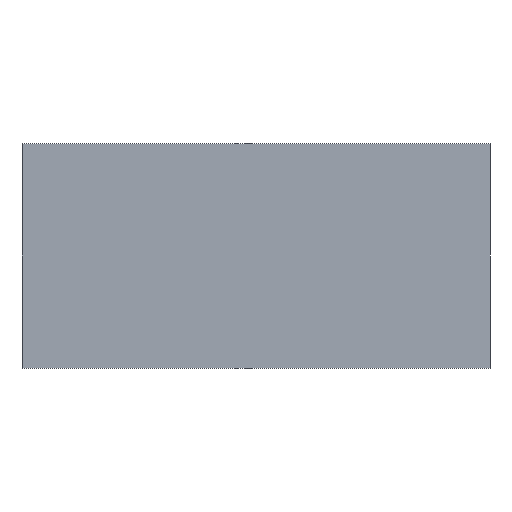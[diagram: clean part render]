
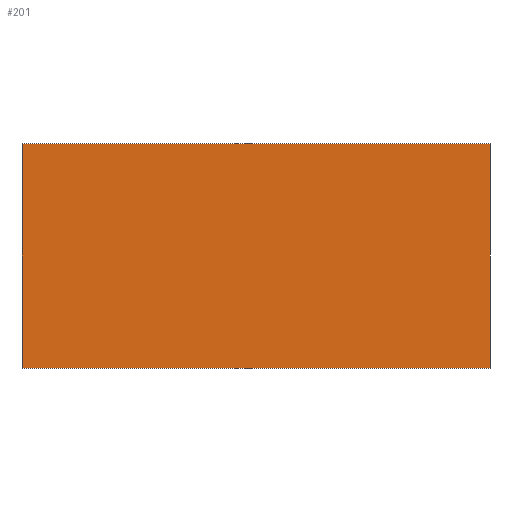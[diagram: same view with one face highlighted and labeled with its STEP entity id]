
A CAD part, front view. The second image highlights one B-rep face of the part: STEP entity #201.
In plain terms, the highlighted planar face has unit normal (0, -1, 0).
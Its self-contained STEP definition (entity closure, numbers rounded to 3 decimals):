
#25=FACE_OUTER_BOUND('',#37,.T.);
#37=EDGE_LOOP('',(#170,#171,#172,#173));
#50=LINE('',#304,#74);
#54=LINE('',#312,#78);
#57=LINE('',#318,#81);
#60=LINE('',#323,#84);
#74=VECTOR('',#253,10.);
#78=VECTOR('',#259,10.);
#81=VECTOR('',#264,10.);
#84=VECTOR('',#269,10.);
#94=VERTEX_POINT('',#302);
#95=VERTEX_POINT('',#303);
#98=VERTEX_POINT('',#311);
#100=VERTEX_POINT('',#317);
#114=EDGE_CURVE('',#94,#95,#50,.T.);
#118=EDGE_CURVE('',#95,#98,#54,.T.);
#121=EDGE_CURVE('',#98,#100,#57,.T.);
#124=EDGE_CURVE('',#100,#94,#60,.T.);
#170=ORIENTED_EDGE('',*,*,#124,.T.);
#171=ORIENTED_EDGE('',*,*,#114,.T.);
#172=ORIENTED_EDGE('',*,*,#118,.T.);
#173=ORIENTED_EDGE('',*,*,#121,.T.);
#184=PLANE('',#226);
#201=ADVANCED_FACE('',(#25),#184,.F.);
#226=AXIS2_PLACEMENT_3D('',#326,#273,#274);
#253=DIRECTION('',(0.,0.,-1.));
#259=DIRECTION('',(1.,0.,0.));
#264=DIRECTION('',(0.,0.,1.));
#269=DIRECTION('',(-1.,0.,0.));
#273=DIRECTION('center_axis',(0.,1.,0.));
#274=DIRECTION('ref_axis',(1.,0.,0.));
#302=CARTESIAN_POINT('',(0.,0.,4.5));
#303=CARTESIAN_POINT('',(0.,0.,0.));
#304=CARTESIAN_POINT('',(0.,0.,4.5));
#311=CARTESIAN_POINT('',(9.4,0.,0.));
#312=CARTESIAN_POINT('',(0.,0.,0.));
#317=CARTESIAN_POINT('',(9.4,0.,4.5));
#318=CARTESIAN_POINT('',(9.4,0.,0.));
#323=CARTESIAN_POINT('',(9.4,0.,4.5));
#326=CARTESIAN_POINT('Origin',(4.7,0.,2.25));
